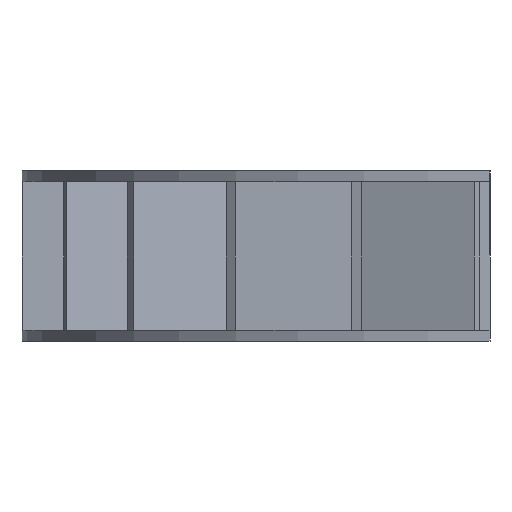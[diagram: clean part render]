
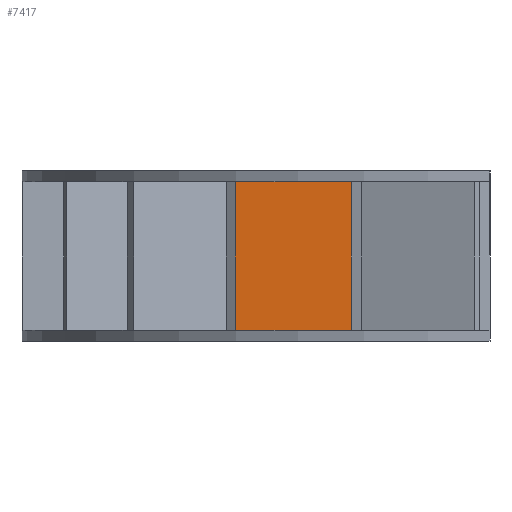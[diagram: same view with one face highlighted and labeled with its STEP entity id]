
A CAD part, left-side view. The second image highlights one B-rep face of the part: STEP entity #7417.
In plain terms, the highlighted free-form (B-spline) face has degree [1, 1] with [2, 2] control points.
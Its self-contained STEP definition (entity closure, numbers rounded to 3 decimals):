
#6871 = VERTEX_POINT('',#6872);
#6872 = CARTESIAN_POINT('',(-68.928,22.458,
    -66.495));
#6877 = EDGE_CURVE('',#6878,#6871,#6880,.T.);
#6878 = VERTEX_POINT('',#6879);
#6879 = CARTESIAN_POINT('',(-76.366,27.862,
    -66.495));
#6880 = B_SPLINE_CURVE_WITH_KNOTS('',1,(#6881,#6882),.UNSPECIFIED.,.F.,
  .F.,(2,2),(0.,10.),.PIECEWISE_BEZIER_KNOTS.);
#6881 = CARTESIAN_POINT('',(-76.366,27.862,
    -66.495));
#6882 = CARTESIAN_POINT('',(-68.928,22.458,
    -66.495));
#6905 = VERTEX_POINT('',#6906);
#6906 = CARTESIAN_POINT('',(-68.928,22.458,
    -64.196));
#6911 = EDGE_CURVE('',#6871,#6905,#6912,.T.);
#6912 = B_SPLINE_CURVE_WITH_KNOTS('',1,(#6913,#6914),.UNSPECIFIED.,.F.,
  .F.,(2,2),(0.,2.5),.PIECEWISE_BEZIER_KNOTS.);
#6913 = CARTESIAN_POINT('',(-68.928,22.458,
    -66.495));
#6914 = CARTESIAN_POINT('',(-68.928,22.458,
    -64.196));
#6933 = VERTEX_POINT('',#6934);
#6934 = CARTESIAN_POINT('',(-50.18,8.837,
    -64.196));
#6939 = EDGE_CURVE('',#6905,#6933,#6940,.T.);
#6940 = B_SPLINE_CURVE_WITH_KNOTS('',1,(#6941,#6942),.UNSPECIFIED.,.F.,
  .F.,(2,2),(0.,25.206),.PIECEWISE_BEZIER_KNOTS.);
#6941 = CARTESIAN_POINT('',(-68.928,22.458,
    -64.196));
#6942 = CARTESIAN_POINT('',(-50.18,8.837,
    -64.196));
#6961 = VERTEX_POINT('',#6962);
#6962 = CARTESIAN_POINT('',(-50.18,8.837,
    -32.018));
#6967 = EDGE_CURVE('',#6933,#6961,#6968,.T.);
#6968 = B_SPLINE_CURVE_WITH_KNOTS('',1,(#6969,#6970),.UNSPECIFIED.,.F.,
  .F.,(2,2),(-35.,0.),.PIECEWISE_BEZIER_KNOTS.);
#6969 = CARTESIAN_POINT('',(-50.18,8.837,
    -64.196));
#6970 = CARTESIAN_POINT('',(-50.18,8.837,
    -32.018));
#6989 = VERTEX_POINT('',#6990);
#6990 = CARTESIAN_POINT('',(-68.928,22.458,
    -32.018));
#6995 = EDGE_CURVE('',#6961,#6989,#6996,.T.);
#6996 = B_SPLINE_CURVE_WITH_KNOTS('',1,(#6997,#6998),.UNSPECIFIED.,.F.,
  .F.,(2,2),(0.,25.206),.PIECEWISE_BEZIER_KNOTS.);
#6997 = CARTESIAN_POINT('',(-50.18,8.837,
    -32.018));
#6998 = CARTESIAN_POINT('',(-68.928,22.458,
    -32.018));
#7017 = VERTEX_POINT('',#7018);
#7018 = CARTESIAN_POINT('',(-68.928,22.458,
    -29.719));
#7023 = EDGE_CURVE('',#6989,#7017,#7024,.T.);
#7024 = B_SPLINE_CURVE_WITH_KNOTS('',1,(#7025,#7026),.UNSPECIFIED.,.F.,
  .F.,(2,2),(-2.5,0.),.PIECEWISE_BEZIER_KNOTS.);
#7025 = CARTESIAN_POINT('',(-68.928,22.458,
    -32.018));
#7026 = CARTESIAN_POINT('',(-68.928,22.458,
    -29.719));
#7045 = VERTEX_POINT('',#7046);
#7046 = CARTESIAN_POINT('',(-76.366,27.862,
    -29.719));
#7051 = EDGE_CURVE('',#7017,#7045,#7052,.T.);
#7052 = B_SPLINE_CURVE_WITH_KNOTS('',1,(#7053,#7054),.UNSPECIFIED.,.F.,
  .F.,(2,2),(-10.,-0.),.PIECEWISE_BEZIER_KNOTS.);
#7053 = CARTESIAN_POINT('',(-68.928,22.458,
    -29.719));
#7054 = CARTESIAN_POINT('',(-76.366,27.862,
    -29.719));
#7073 = VERTEX_POINT('',#7074);
#7074 = CARTESIAN_POINT('',(-76.366,27.862,
    -32.018));
#7079 = EDGE_CURVE('',#7045,#7073,#7080,.T.);
#7080 = B_SPLINE_CURVE_WITH_KNOTS('',1,(#7081,#7082),.UNSPECIFIED.,.F.,
  .F.,(2,2),(-2.5,-0.),.PIECEWISE_BEZIER_KNOTS.);
#7081 = CARTESIAN_POINT('',(-76.366,27.862,
    -29.719));
#7082 = CARTESIAN_POINT('',(-76.366,27.862,
    -32.018));
#7101 = VERTEX_POINT('',#7102);
#7102 = CARTESIAN_POINT('',(-94.961,41.372,
    -32.018));
#7107 = EDGE_CURVE('',#7073,#7101,#7108,.T.);
#7108 = B_SPLINE_CURVE_WITH_KNOTS('',1,(#7109,#7110),.UNSPECIFIED.,.F.,
  .F.,(2,2),(-25.,-0.),.PIECEWISE_BEZIER_KNOTS.);
#7109 = CARTESIAN_POINT('',(-76.366,27.862,
    -32.018));
#7110 = CARTESIAN_POINT('',(-94.961,41.372,
    -32.018));
#7129 = VERTEX_POINT('',#7130);
#7130 = CARTESIAN_POINT('',(-94.961,41.372,
    -29.719));
#7135 = EDGE_CURVE('',#7101,#7129,#7136,.T.);
#7136 = B_SPLINE_CURVE_WITH_KNOTS('',1,(#7137,#7138),.UNSPECIFIED.,.F.,
  .F.,(2,2),(-2.5,0.),.PIECEWISE_BEZIER_KNOTS.);
#7137 = CARTESIAN_POINT('',(-94.961,41.372,
    -32.018));
#7138 = CARTESIAN_POINT('',(-94.961,41.372,
    -29.719));
#7157 = VERTEX_POINT('',#7158);
#7158 = CARTESIAN_POINT('',(-102.399,46.776,
    -29.719));
#7163 = EDGE_CURVE('',#7129,#7157,#7164,.T.);
#7164 = B_SPLINE_CURVE_WITH_KNOTS('',1,(#7165,#7166),.UNSPECIFIED.,.F.,
  .F.,(2,2),(-10.,-0.),.PIECEWISE_BEZIER_KNOTS.);
#7165 = CARTESIAN_POINT('',(-94.961,41.372,
    -29.719));
#7166 = CARTESIAN_POINT('',(-102.399,46.776,
    -29.719));
#7185 = VERTEX_POINT('',#7186);
#7186 = CARTESIAN_POINT('',(-102.399,46.776,
    -32.018));
#7191 = EDGE_CURVE('',#7157,#7185,#7192,.T.);
#7192 = B_SPLINE_CURVE_WITH_KNOTS('',1,(#7193,#7194),.UNSPECIFIED.,.F.,
  .F.,(2,2),(-2.5,-0.),.PIECEWISE_BEZIER_KNOTS.);
#7193 = CARTESIAN_POINT('',(-102.399,46.776,
    -29.719));
#7194 = CARTESIAN_POINT('',(-102.399,46.776,
    -32.018));
#7213 = VERTEX_POINT('',#7214);
#7214 = CARTESIAN_POINT('',(-113.845,55.092,
    -32.018));
#7219 = EDGE_CURVE('',#7185,#7213,#7220,.T.);
#7220 = B_SPLINE_CURVE_WITH_KNOTS('',1,(#7221,#7222),.UNSPECIFIED.,.F.,
  .F.,(2,2),(0.,15.389),.PIECEWISE_BEZIER_KNOTS.);
#7221 = CARTESIAN_POINT('',(-102.399,46.776,
    -32.018));
#7222 = CARTESIAN_POINT('',(-113.845,55.092,
    -32.018));
#7241 = VERTEX_POINT('',#7242);
#7242 = CARTESIAN_POINT('',(-113.845,55.092,
    -64.196));
#7247 = EDGE_CURVE('',#7213,#7241,#7248,.T.);
#7248 = B_SPLINE_CURVE_WITH_KNOTS('',1,(#7249,#7250),.UNSPECIFIED.,.F.,
  .F.,(2,2),(0.,35.),.PIECEWISE_BEZIER_KNOTS.);
#7249 = CARTESIAN_POINT('',(-113.845,55.092,
    -32.018));
#7250 = CARTESIAN_POINT('',(-113.845,55.092,
    -64.196));
#7269 = VERTEX_POINT('',#7270);
#7270 = CARTESIAN_POINT('',(-102.399,46.776,
    -64.196));
#7275 = EDGE_CURVE('',#7241,#7269,#7276,.T.);
#7276 = B_SPLINE_CURVE_WITH_KNOTS('',1,(#7277,#7278),.UNSPECIFIED.,.F.,
  .F.,(2,2),(0.,15.389),.PIECEWISE_BEZIER_KNOTS.);
#7277 = CARTESIAN_POINT('',(-113.845,55.092,
    -64.196));
#7278 = CARTESIAN_POINT('',(-102.399,46.776,
    -64.196));
#7297 = VERTEX_POINT('',#7298);
#7298 = CARTESIAN_POINT('',(-102.399,46.776,
    -66.495));
#7303 = EDGE_CURVE('',#7269,#7297,#7304,.T.);
#7304 = B_SPLINE_CURVE_WITH_KNOTS('',1,(#7305,#7306),.UNSPECIFIED.,.F.,
  .F.,(2,2),(0.,2.5),.PIECEWISE_BEZIER_KNOTS.);
#7305 = CARTESIAN_POINT('',(-102.399,46.776,
    -64.196));
#7306 = CARTESIAN_POINT('',(-102.399,46.776,
    -66.495));
#7325 = VERTEX_POINT('',#7326);
#7326 = CARTESIAN_POINT('',(-94.961,41.372,
    -66.495));
#7331 = EDGE_CURVE('',#7297,#7325,#7332,.T.);
#7332 = B_SPLINE_CURVE_WITH_KNOTS('',1,(#7333,#7334),.UNSPECIFIED.,.F.,
  .F.,(2,2),(0.,10.),.PIECEWISE_BEZIER_KNOTS.);
#7333 = CARTESIAN_POINT('',(-102.399,46.776,
    -66.495));
#7334 = CARTESIAN_POINT('',(-94.961,41.372,
    -66.495));
#7353 = VERTEX_POINT('',#7354);
#7354 = CARTESIAN_POINT('',(-94.961,41.372,
    -64.196));
#7359 = EDGE_CURVE('',#7325,#7353,#7360,.T.);
#7360 = B_SPLINE_CURVE_WITH_KNOTS('',1,(#7361,#7362),.UNSPECIFIED.,.F.,
  .F.,(2,2),(0.,2.5),.PIECEWISE_BEZIER_KNOTS.);
#7361 = CARTESIAN_POINT('',(-94.961,41.372,
    -66.495));
#7362 = CARTESIAN_POINT('',(-94.961,41.372,
    -64.196));
#7381 = VERTEX_POINT('',#7382);
#7382 = CARTESIAN_POINT('',(-76.366,27.862,
    -64.196));
#7387 = EDGE_CURVE('',#7353,#7381,#7388,.T.);
#7388 = B_SPLINE_CURVE_WITH_KNOTS('',1,(#7389,#7390),.UNSPECIFIED.,.F.,
  .F.,(2,2),(0.,25.),.PIECEWISE_BEZIER_KNOTS.);
#7389 = CARTESIAN_POINT('',(-94.961,41.372,
    -64.196));
#7390 = CARTESIAN_POINT('',(-76.366,27.862,
    -64.196));
#7407 = EDGE_CURVE('',#7381,#6878,#7408,.T.);
#7408 = B_SPLINE_CURVE_WITH_KNOTS('',1,(#7409,#7410),.UNSPECIFIED.,.F.,
  .F.,(2,2),(0.,2.5),.PIECEWISE_BEZIER_KNOTS.);
#7409 = CARTESIAN_POINT('',(-76.366,27.862,
    -64.196));
#7410 = CARTESIAN_POINT('',(-76.366,27.862,
    -66.495));
#7417 = ADVANCED_FACE('',(#7418),#7440,.T.);
#7418 = FACE_BOUND('',#7419,.T.);
#7419 = EDGE_LOOP('',(#7420,#7421,#7422,#7423,#7424,#7425,#7426,#7427,
    #7428,#7429,#7430,#7431,#7432,#7433,#7434,#7435,#7436,#7437,#7438,
    #7439));
#7420 = ORIENTED_EDGE('',*,*,#6877,.T.);
#7421 = ORIENTED_EDGE('',*,*,#6911,.T.);
#7422 = ORIENTED_EDGE('',*,*,#6939,.T.);
#7423 = ORIENTED_EDGE('',*,*,#6967,.T.);
#7424 = ORIENTED_EDGE('',*,*,#6995,.T.);
#7425 = ORIENTED_EDGE('',*,*,#7023,.T.);
#7426 = ORIENTED_EDGE('',*,*,#7051,.T.);
#7427 = ORIENTED_EDGE('',*,*,#7079,.T.);
#7428 = ORIENTED_EDGE('',*,*,#7107,.T.);
#7429 = ORIENTED_EDGE('',*,*,#7135,.T.);
#7430 = ORIENTED_EDGE('',*,*,#7163,.T.);
#7431 = ORIENTED_EDGE('',*,*,#7191,.T.);
#7432 = ORIENTED_EDGE('',*,*,#7219,.T.);
#7433 = ORIENTED_EDGE('',*,*,#7247,.T.);
#7434 = ORIENTED_EDGE('',*,*,#7275,.T.);
#7435 = ORIENTED_EDGE('',*,*,#7303,.T.);
#7436 = ORIENTED_EDGE('',*,*,#7331,.T.);
#7437 = ORIENTED_EDGE('',*,*,#7359,.T.);
#7438 = ORIENTED_EDGE('',*,*,#7387,.T.);
#7439 = ORIENTED_EDGE('',*,*,#7407,.T.);
#7440 = B_SPLINE_SURFACE_WITH_KNOTS('',1,1,(
    (#7441,#7442)
    ,(#7443,#7444
    )),.UNSPECIFIED.,.F.,.F.,.F.,(2,2),(2,2),(-111.56,
    -25.965),(-14.593,25.407),
  .PIECEWISE_BEZIER_KNOTS.);
#7441 = CARTESIAN_POINT('',(-113.845,55.092,
    -66.495));
#7442 = CARTESIAN_POINT('',(-113.845,55.092,
    -29.719));
#7443 = CARTESIAN_POINT('',(-50.18,8.837,
    -66.495));
#7444 = CARTESIAN_POINT('',(-50.18,8.837,
    -29.719));
